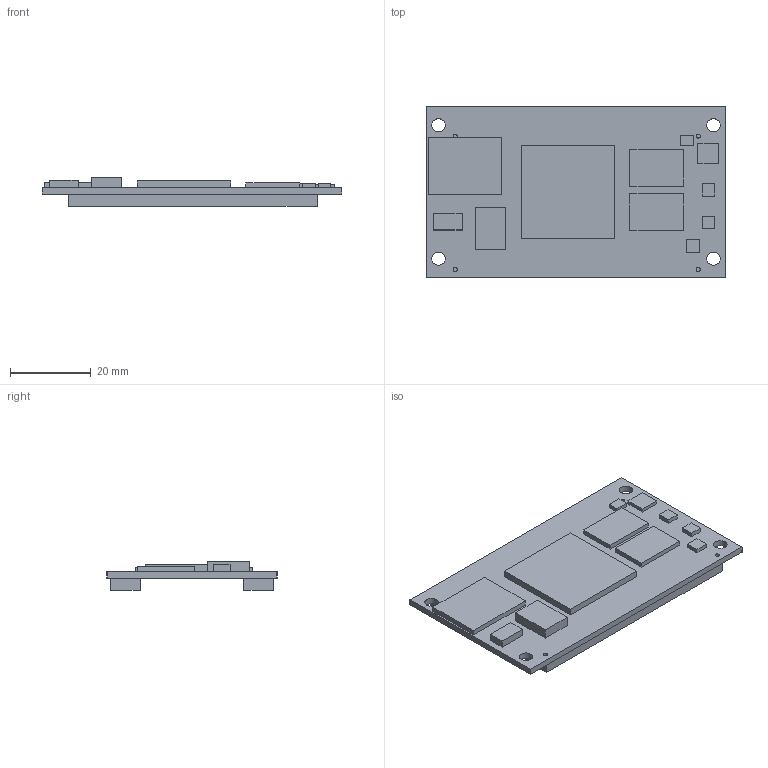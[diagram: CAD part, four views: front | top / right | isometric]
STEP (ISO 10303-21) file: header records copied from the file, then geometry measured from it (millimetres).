
FILE_DESCRIPTION(('Open CASCADE Model'),'2;1');
FILE_NAME('Open CASCADE Shape Model','2020-05-12T15:38:38',('Author'),( 'Open CASCADE'),'Open CASCADE STEP processor 6.8','Open CASCADE 6.8' ,'Unknown');
FILE_SCHEMA(('AUTOMOTIVE_DESIGN { 1 0 10303 214 1 1 1 1 }'));
Length unit declared in the file: millimetre
Products named in the file (36): PCB; Board; Open CASCADE STEP translator 6.8 1.1.1; U1; 5916671760; Extruded; U2; 5916670560; P2; 5916669120; U11; 5916967936; P1; U7; 5916967456; U3; 5916671280; U25; 5916670880; U6; U9; 5916670160; U4; 5916669600; U5; U8; 5916669840
Assembly tree (38 placements, depth 4):
  PCB
    Board
      Open CASCADE STEP translator 6.8 1.1.1
    U1
      5916671760
        Extruded
    U2
      5916670560
        Extruded
    P2
      5916669120
        Extruded
    U11
      5916967936
        Extruded
    P1
      5916669120
        Extruded
    U7
      5916967456
        Extruded
    U3
      5916671280
        Extruded
    U25
      5916670880
        Extruded
    U6
      5916967456
        Extruded
    U9
      5916670160
        Extruded
    U4
      5916669600
        Extruded
    U5
      5916669600
        Extruded
    U8
      5916669840
        Extruded
Bounding box: 74.1 x 42.1 x 7.13 mm (x, y, z)
Volume: 9499.3 mm3; surface area: 12248.2 mm2
Topology: 14 solids, 14 shells, 96 faces, 204 edges, 136 vertices
Faces by surface type: plane 88, cylinder 8
Full cylindrical faces by diameter (mm): 1.016 x4, 3.302 x4
Entity records: 2878 total; most frequent: DIRECTION 418, CARTESIAN_POINT 397, ORIENTED_EDGE 336, EDGE_CURVE 168, LINE 152, VECTOR 152, AXIS2_PLACEMENT_3D 133, VERTEX_POINT 112
